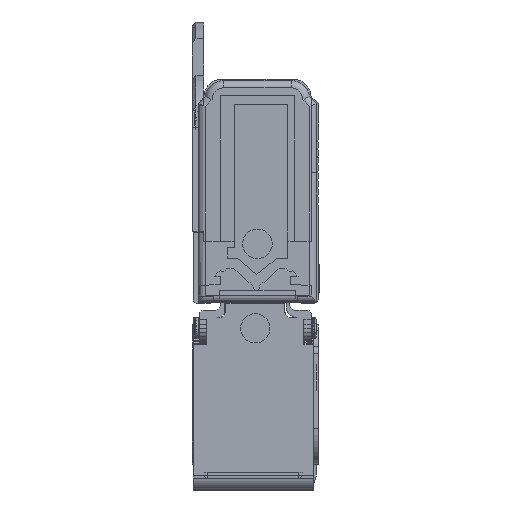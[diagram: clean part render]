
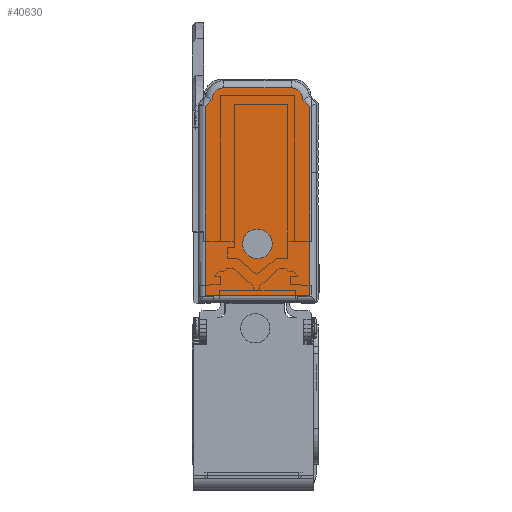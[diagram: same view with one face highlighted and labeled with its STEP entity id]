
A CAD part, front view. The second image highlights one B-rep face of the part: STEP entity #40630.
In plain terms, the highlighted planar face has unit normal (0, -1, 0).
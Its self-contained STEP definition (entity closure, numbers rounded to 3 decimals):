
#40434=AXIS2_PLACEMENT_3D('Circle Axis2P3D',#40432,#40433,$) ;
#40475=AXIS2_PLACEMENT_3D('Circle Axis2P3D',#40473,#40474,$) ;
#40600=AXIS2_PLACEMENT_3D('Plane Axis2P3D',#40597,#40598,#40599) ;
#40614=AXIS2_PLACEMENT_3D('Circle Axis2P3D',#40612,#40613,$) ;
#40623=AXIS2_PLACEMENT_3D('Circle Axis2P3D',#40621,#40622,$) ;
#39842=CARTESIAN_POINT('Vertex',(7.3,0.,18.886)) ;
#39852=CARTESIAN_POINT('Vertex',(6.33,0.,19.855)) ;
#39855=CARTESIAN_POINT('Line Origine',(6.963,0.,19.222)) ;
#39885=CARTESIAN_POINT('Vertex',(7.3,0.,-7.5)) ;
#39888=CARTESIAN_POINT('Line Origine',(7.3,0.,5.39)) ;
#39918=CARTESIAN_POINT('Vertex',(-7.3,0.,-7.5)) ;
#39921=CARTESIAN_POINT('Line Origine',(0.,0.,-7.5)) ;
#39945=CARTESIAN_POINT('Vertex',(-7.3,0.,18.886)) ;
#39948=CARTESIAN_POINT('Line Origine',(-7.3,0.,5.39)) ;
#40429=CARTESIAN_POINT('Vertex',(4.731,0.,21.5)) ;
#40432=CARTESIAN_POINT('Axis2P3D Location',(4.731,0.,19.9)) ;
#40453=CARTESIAN_POINT('Vertex',(-4.731,0.,21.5)) ;
#40456=CARTESIAN_POINT('Line Origine',(0.,0.,21.5)) ;
#40473=CARTESIAN_POINT('Axis2P3D Location',(-4.731,0.,19.9)) ;
#40477=CARTESIAN_POINT('Vertex',(-6.33,0.,19.855)) ;
#40500=CARTESIAN_POINT('Line Origine',(-6.963,0.,19.222)) ;
#40597=CARTESIAN_POINT('Axis2P3D Location',(0.,0.,0.)) ;
#40612=CARTESIAN_POINT('Axis2P3D Location',(0.,0.,-0.3)) ;
#40616=CARTESIAN_POINT('Vertex',(-1.814,0.,0.691)) ;
#40618=CARTESIAN_POINT('Vertex',(1.814,0.,-1.291)) ;
#40621=CARTESIAN_POINT('Axis2P3D Location',(0.,0.,-0.3)) ;
#39856=DIRECTION('Vector Direction',(-0.707,0.,0.707)) ;
#39889=DIRECTION('Vector Direction',(0.,0.,1.)) ;
#39922=DIRECTION('Vector Direction',(1.,0.,0.)) ;
#39949=DIRECTION('Vector Direction',(0.,0.,-1.)) ;
#40433=DIRECTION('Axis2P3D Direction',(0.,1.,-0.)) ;
#40457=DIRECTION('Vector Direction',(-1.,0.,0.)) ;
#40474=DIRECTION('Axis2P3D Direction',(-0.,1.,0.)) ;
#40501=DIRECTION('Vector Direction',(0.707,0.,0.707)) ;
#40598=DIRECTION('Axis2P3D Direction',(0.,1.,0.)) ;
#40599=DIRECTION('Axis2P3D XDirection',(0.,0.,1.)) ;
#40613=DIRECTION('Axis2P3D Direction',(0.,1.,0.)) ;
#40622=DIRECTION('Axis2P3D Direction',(0.,1.,0.)) ;
#39857=VECTOR('Line Direction',#39856,1.) ;
#39890=VECTOR('Line Direction',#39889,1.) ;
#39923=VECTOR('Line Direction',#39922,1.) ;
#39950=VECTOR('Line Direction',#39949,1.) ;
#40458=VECTOR('Line Direction',#40457,1.) ;
#40502=VECTOR('Line Direction',#40501,1.) ;
#40603=ORIENTED_EDGE('',*,*,#39859,.F.) ;
#40604=ORIENTED_EDGE('',*,*,#40436,.F.) ;
#40605=ORIENTED_EDGE('',*,*,#40460,.F.) ;
#40606=ORIENTED_EDGE('',*,*,#40479,.F.) ;
#40607=ORIENTED_EDGE('',*,*,#40504,.F.) ;
#40608=ORIENTED_EDGE('',*,*,#39952,.F.) ;
#40609=ORIENTED_EDGE('',*,*,#39925,.F.) ;
#40610=ORIENTED_EDGE('',*,*,#39892,.F.) ;
#40627=ORIENTED_EDGE('',*,*,#40620,.T.) ;
#40628=ORIENTED_EDGE('',*,*,#40625,.T.) ;
#40629=FACE_BOUND('',#40626,.T.) ;
#40630=ADVANCED_FACE('\X2\FF8EFF9EFF83FF9EFF68FF70\X0\.2',(#40611,#40629),#40601,.F.) ;
#40435=CIRCLE('generated circle',#40434,1.6) ;
#40476=CIRCLE('generated circle',#40475,1.6) ;
#40615=CIRCLE('generated circle',#40614,2.067) ;
#40624=CIRCLE('generated circle',#40623,2.067) ;
#39859=EDGE_CURVE('',#39853,#39843,#39858,.F.) ;
#39892=EDGE_CURVE('',#39843,#39886,#39891,.F.) ;
#39925=EDGE_CURVE('',#39886,#39919,#39924,.F.) ;
#39952=EDGE_CURVE('',#39919,#39946,#39951,.F.) ;
#40436=EDGE_CURVE('',#40430,#39853,#40435,.T.) ;
#40460=EDGE_CURVE('',#40454,#40430,#40459,.F.) ;
#40479=EDGE_CURVE('',#40478,#40454,#40476,.T.) ;
#40504=EDGE_CURVE('',#39946,#40478,#40503,.T.) ;
#40620=EDGE_CURVE('',#40617,#40619,#40615,.T.) ;
#40625=EDGE_CURVE('',#40619,#40617,#40624,.T.) ;
#40602=EDGE_LOOP('',(#40603,#40604,#40605,#40606,#40607,#40608,#40609,#40610)) ;
#40626=EDGE_LOOP('',(#40627,#40628)) ;
#40611=FACE_OUTER_BOUND('',#40602,.T.) ;
#39858=LINE('Line',#39855,#39857) ;
#39891=LINE('Line',#39888,#39890) ;
#39924=LINE('Line',#39921,#39923) ;
#39951=LINE('Line',#39948,#39950) ;
#40459=LINE('Line',#40456,#40458) ;
#40503=LINE('Line',#40500,#40502) ;
#40601=PLANE('Plane',#40600) ;
#39843=VERTEX_POINT('',#39842) ;
#39853=VERTEX_POINT('',#39852) ;
#39886=VERTEX_POINT('',#39885) ;
#39919=VERTEX_POINT('',#39918) ;
#39946=VERTEX_POINT('',#39945) ;
#40430=VERTEX_POINT('',#40429) ;
#40454=VERTEX_POINT('',#40453) ;
#40478=VERTEX_POINT('',#40477) ;
#40617=VERTEX_POINT('',#40616) ;
#40619=VERTEX_POINT('',#40618) ;
